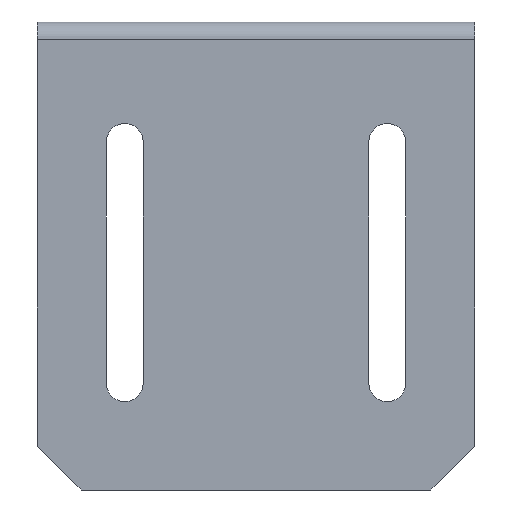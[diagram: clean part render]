
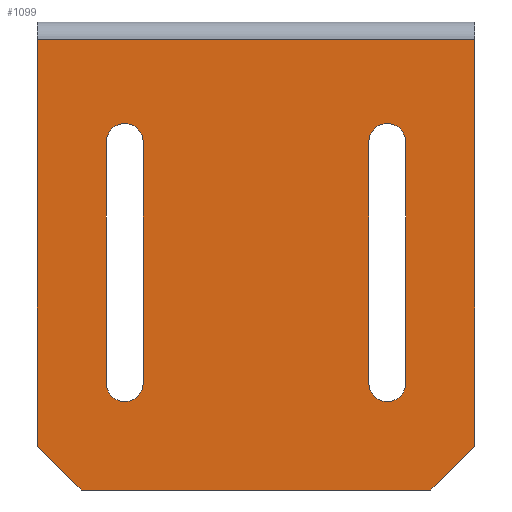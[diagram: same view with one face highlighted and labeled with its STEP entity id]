
A CAD part, front view. The second image highlights one B-rep face of the part: STEP entity #1099.
In plain terms, the highlighted planar face has unit normal (0, -1, 0).
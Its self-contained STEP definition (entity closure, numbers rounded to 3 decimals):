
#6 = VERTEX_POINT ( 'NONE', #1120 ) ;
#8 = DIRECTION ( 'NONE',  ( 0., 0., 1. ) ) ;
#19 = EDGE_CURVE ( 'NONE', #384, #444, #608, .T. ) ;
#46 = DIRECTION ( 'NONE',  ( 0., 1., 0. ) ) ;
#77 = CARTESIAN_POINT ( 'NONE',  ( 40., 0., -11.607 ) ) ;
#78 = DIRECTION ( 'NONE',  ( 0., 0., 1. ) ) ;
#86 = CIRCLE ( 'NONE', #1424, 2.1 ) ;
#89 = CARTESIAN_POINT ( 'NONE',  ( 0., 0., -48.5 ) ) ;
#93 = EDGE_CURVE ( 'NONE', #252, #359, #763, .T. ) ;
#102 = EDGE_LOOP ( 'NONE', ( #233, #109, #912, #988, #1430 ) ) ;
#107 = VECTOR ( 'NONE', #1433, 1000. ) ;
#108 = FACE_BOUND ( 'NONE', #1027, .T. ) ;
#109 = ORIENTED_EDGE ( 'NONE', *, *, #1438, .T. ) ;
#140 = ORIENTED_EDGE ( 'NONE', *, *, #476, .T. ) ;
#157 = VECTOR ( 'NONE', #307, 1000. ) ;
#159 = EDGE_LOOP ( 'NONE', ( #485, #609, #502, #500, #495, #692 ) ) ;
#192 = LINE ( 'NONE', #899, #823 ) ;
#195 = DIRECTION ( 'NONE',  ( 0., 1., 0. ) ) ;
#197 = VERTEX_POINT ( 'NONE', #89 ) ;
#202 = LINE ( 'NONE', #761, #1366 ) ;
#208 = DIRECTION ( 'NONE',  ( 0., 0., -1. ) ) ;
#209 = CARTESIAN_POINT ( 'NONE',  ( 42.1, 0., -41.293 ) ) ;
#225 = CARTESIAN_POINT ( 'NONE',  ( 40., 0., -13.707 ) ) ;
#232 = DIRECTION ( 'NONE',  ( 0., 0., -1. ) ) ;
#233 = ORIENTED_EDGE ( 'NONE', *, *, #986, .T. ) ;
#236 = ORIENTED_EDGE ( 'NONE', *, *, #1022, .T. ) ;
#241 = CIRCLE ( 'NONE', #905, 2.1 ) ;
#248 = VERTEX_POINT ( 'NONE', #826 ) ;
#252 = VERTEX_POINT ( 'NONE', #269 ) ;
#255 = CARTESIAN_POINT ( 'NONE',  ( 37.9, 0., -13.707 ) ) ;
#261 = VERTEX_POINT ( 'NONE', #708 ) ;
#269 = CARTESIAN_POINT ( 'NONE',  ( 42.1, 0., -13.707 ) ) ;
#282 = AXIS2_PLACEMENT_3D ( 'NONE', #225, #1001, #341 ) ;
#289 = VERTEX_POINT ( 'NONE', #470 ) ;
#307 = DIRECTION ( 'NONE',  ( 0.707, 0., -0.707 ) ) ;
#332 = EDGE_CURVE ( 'NONE', #1173, #444, #920, .T. ) ;
#341 = DIRECTION ( 'NONE',  ( 0., 0., -1. ) ) ;
#359 = VERTEX_POINT ( 'NONE', #209 ) ;
#384 = VERTEX_POINT ( 'NONE', #1405 ) ;
#387 = CARTESIAN_POINT ( 'NONE',  ( 10., 0., -41.293 ) ) ;
#401 = VECTOR ( 'NONE', #1091, 1000. ) ;
#425 = VERTEX_POINT ( 'NONE', #255 ) ;
#429 = CARTESIAN_POINT ( 'NONE',  ( 40., 0., -13.707 ) ) ;
#443 = FACE_BOUND ( 'NONE', #102, .T. ) ;
#444 = VERTEX_POINT ( 'NONE', #455 ) ;
#448 = ORIENTED_EDGE ( 'NONE', *, *, #1353, .T. ) ;
#453 = EDGE_CURVE ( 'NONE', #1013, #6, #192, .T. ) ;
#455 = CARTESIAN_POINT ( 'NONE',  ( 50., 0., -48.5 ) ) ;
#463 = VECTOR ( 'NONE', #78, 1000. ) ;
#470 = CARTESIAN_POINT ( 'NONE',  ( 37.9, 0., -41.293 ) ) ;
#476 = EDGE_CURVE ( 'NONE', #359, #289, #794, .T. ) ;
#485 = ORIENTED_EDGE ( 'NONE', *, *, #1415, .T. ) ;
#495 = ORIENTED_EDGE ( 'NONE', *, *, #332, .F. ) ;
#497 = EDGE_CURVE ( 'NONE', #197, #919, #746, .T. ) ;
#500 = ORIENTED_EDGE ( 'NONE', *, *, #19, .T. ) ;
#502 = ORIENTED_EDGE ( 'NONE', *, *, #934, .F. ) ;
#506 = DIRECTION ( 'NONE',  ( 0., 0., 1. ) ) ;
#508 = EDGE_CURVE ( 'NONE', #289, #425, #1359, .T. ) ;
#545 = DIRECTION ( 'NONE',  ( 0., 0., -1. ) ) ;
#549 = LINE ( 'NONE', #1437, #877 ) ;
#556 = DIRECTION ( 'NONE',  ( 0., 1., 0. ) ) ;
#606 = DIRECTION ( 'NONE',  ( -1., 0., 0. ) ) ;
#608 = LINE ( 'NONE', #911, #1167 ) ;
#609 = ORIENTED_EDGE ( 'NONE', *, *, #497, .T. ) ;
#614 = CARTESIAN_POINT ( 'NONE',  ( 50., 0., -53.5 ) ) ;
#635 = CIRCLE ( 'NONE', #997, 2.1 ) ;
#646 = CARTESIAN_POINT ( 'NONE',  ( 50., 0., -2. ) ) ;
#657 = VERTEX_POINT ( 'NONE', #1397 ) ;
#665 = DIRECTION ( 'NONE',  ( 0., 1., 0. ) ) ;
#692 = ORIENTED_EDGE ( 'NONE', *, *, #783, .T. ) ;
#698 = AXIS2_PLACEMENT_3D ( 'NONE', #798, #195, #965 ) ;
#702 = PLANE ( 'NONE',  #1103 ) ;
#707 = VERTEX_POINT ( 'NONE', #948 ) ;
#708 = CARTESIAN_POINT ( 'NONE',  ( 10., 0., -11.607 ) ) ;
#716 = CARTESIAN_POINT ( 'NONE',  ( 50., 0., -2. ) ) ;
#746 = LINE ( 'NONE', #1355, #157 ) ;
#761 = CARTESIAN_POINT ( 'NONE',  ( 0., 0., -2. ) ) ;
#763 = LINE ( 'NONE', #1425, #401 ) ;
#775 = DIRECTION ( 'NONE',  ( 0., 0., 1. ) ) ;
#783 = EDGE_CURVE ( 'NONE', #1173, #248, #1131, .T. ) ;
#794 = CIRCLE ( 'NONE', #698, 2.1 ) ;
#797 = ORIENTED_EDGE ( 'NONE', *, *, #93, .T. ) ;
#798 = CARTESIAN_POINT ( 'NONE',  ( 40., 0., -41.293 ) ) ;
#823 = VECTOR ( 'NONE', #232, 1000. ) ;
#826 = CARTESIAN_POINT ( 'NONE',  ( 0., 0., -2. ) ) ;
#831 = EDGE_CURVE ( 'NONE', #261, #1013, #241, .T. ) ;
#836 = DIRECTION ( 'NONE',  ( 0., 0., 1. ) ) ;
#877 = VECTOR ( 'NONE', #775, 1000. ) ;
#893 = EDGE_CURVE ( 'NONE', #6, #707, #86, .T. ) ;
#899 = CARTESIAN_POINT ( 'NONE',  ( 12.1, 0., -13.707 ) ) ;
#905 = AXIS2_PLACEMENT_3D ( 'NONE', #1349, #665, #8 ) ;
#911 = CARTESIAN_POINT ( 'NONE',  ( 45., 0., -53.5 ) ) ;
#912 = ORIENTED_EDGE ( 'NONE', *, *, #831, .T. ) ;
#919 = VERTEX_POINT ( 'NONE', #1054 ) ;
#920 = LINE ( 'NONE', #646, #107 ) ;
#934 = EDGE_CURVE ( 'NONE', #384, #919, #1203, .T. ) ;
#948 = CARTESIAN_POINT ( 'NONE',  ( 7.9, 0., -41.293 ) ) ;
#965 = DIRECTION ( 'NONE',  ( 0., 0., -1. ) ) ;
#986 = EDGE_CURVE ( 'NONE', #707, #657, #549, .T. ) ;
#988 = ORIENTED_EDGE ( 'NONE', *, *, #453, .T. ) ;
#991 = FACE_OUTER_BOUND ( 'NONE', #159, .T. ) ;
#997 = AXIS2_PLACEMENT_3D ( 'NONE', #429, #1202, #545 ) ;
#1001 = DIRECTION ( 'NONE',  ( 0., 1., 0. ) ) ;
#1013 = VERTEX_POINT ( 'NONE', #1213 ) ;
#1022 = EDGE_CURVE ( 'NONE', #425, #1328, #1066, .T. ) ;
#1023 = DIRECTION ( 'NONE',  ( 0.707, 0., 0.707 ) ) ;
#1027 = EDGE_LOOP ( 'NONE', ( #1198, #236, #448, #797, #140 ) ) ;
#1054 = CARTESIAN_POINT ( 'NONE',  ( 5., 0., -53.5 ) ) ;
#1066 = CIRCLE ( 'NONE', #282, 2.1 ) ;
#1091 = DIRECTION ( 'NONE',  ( 0., 0., -1. ) ) ;
#1099 = ADVANCED_FACE ( 'NONE', ( #108, #443, #991 ), #702, .F. ) ;
#1103 = AXIS2_PLACEMENT_3D ( 'NONE', #1158, #46, #836 ) ;
#1120 = CARTESIAN_POINT ( 'NONE',  ( 12.1, 0., -41.293 ) ) ;
#1131 = LINE ( 'NONE', #716, #1388 ) ;
#1158 = CARTESIAN_POINT ( 'NONE',  ( 50., 0., -2. ) ) ;
#1164 = DIRECTION ( 'NONE',  ( 0., 1., 0. ) ) ;
#1167 = VECTOR ( 'NONE', #1023, 1000. ) ;
#1173 = VERTEX_POINT ( 'NONE', #1286 ) ;
#1198 = ORIENTED_EDGE ( 'NONE', *, *, #508, .T. ) ;
#1202 = DIRECTION ( 'NONE',  ( 0., 1., 0. ) ) ;
#1203 = LINE ( 'NONE', #614, #1244 ) ;
#1213 = CARTESIAN_POINT ( 'NONE',  ( 12.1, 0., -13.707 ) ) ;
#1216 = CARTESIAN_POINT ( 'NONE',  ( 10., 0., -13.707 ) ) ;
#1244 = VECTOR ( 'NONE', #606, 1000. ) ;
#1284 = DIRECTION ( 'NONE',  ( -1., 0., 0. ) ) ;
#1286 = CARTESIAN_POINT ( 'NONE',  ( 50., 0., -2. ) ) ;
#1299 = AXIS2_PLACEMENT_3D ( 'NONE', #1216, #556, #1337 ) ;
#1318 = CIRCLE ( 'NONE', #1299, 2.1 ) ;
#1328 = VERTEX_POINT ( 'NONE', #77 ) ;
#1337 = DIRECTION ( 'NONE',  ( 0., 0., 1. ) ) ;
#1349 = CARTESIAN_POINT ( 'NONE',  ( 10., 0., -13.707 ) ) ;
#1353 = EDGE_CURVE ( 'NONE', #1328, #252, #635, .T. ) ;
#1355 = CARTESIAN_POINT ( 'NONE',  ( 0., 0., -48.5 ) ) ;
#1359 = LINE ( 'NONE', #1422, #463 ) ;
#1366 = VECTOR ( 'NONE', #208, 1000. ) ;
#1388 = VECTOR ( 'NONE', #1284, 1000. ) ;
#1397 = CARTESIAN_POINT ( 'NONE',  ( 7.9, 0., -13.707 ) ) ;
#1405 = CARTESIAN_POINT ( 'NONE',  ( 45., 0., -53.5 ) ) ;
#1415 = EDGE_CURVE ( 'NONE', #248, #197, #202, .T. ) ;
#1422 = CARTESIAN_POINT ( 'NONE',  ( 37.9, 0., -13.707 ) ) ;
#1424 = AXIS2_PLACEMENT_3D ( 'NONE', #387, #1164, #506 ) ;
#1425 = CARTESIAN_POINT ( 'NONE',  ( 42.1, 0., -13.707 ) ) ;
#1430 = ORIENTED_EDGE ( 'NONE', *, *, #893, .T. ) ;
#1433 = DIRECTION ( 'NONE',  ( 0., 0., -1. ) ) ;
#1437 = CARTESIAN_POINT ( 'NONE',  ( 7.9, 0., -13.707 ) ) ;
#1438 = EDGE_CURVE ( 'NONE', #657, #261, #1318, .T. ) ;
